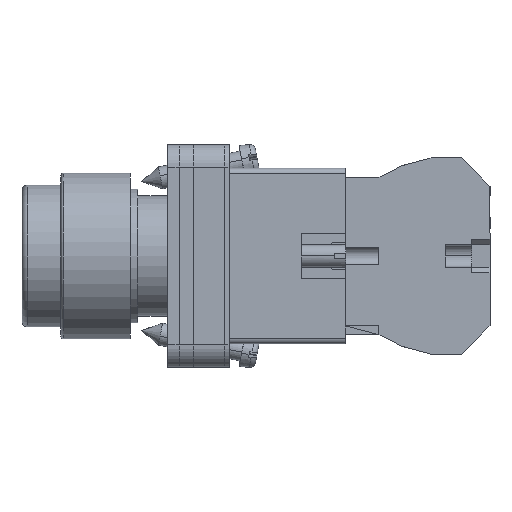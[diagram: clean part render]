
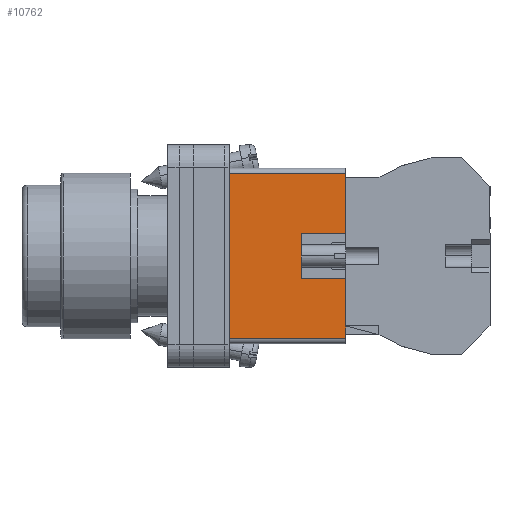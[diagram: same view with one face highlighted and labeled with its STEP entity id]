
A CAD part, left-side view. The second image highlights one B-rep face of the part: STEP entity #10762.
In plain terms, the highlighted face is planar.
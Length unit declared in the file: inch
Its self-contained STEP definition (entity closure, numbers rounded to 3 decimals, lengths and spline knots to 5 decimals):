
#563 = LINE ( 'NONE', #7803, #11281 ) ;
#793 = AXIS2_PLACEMENT_3D ( 'NONE', #5457, #10921, #11017 ) ;
#1422 = VECTOR ( 'NONE', #12544, 39.37008 ) ;
#1529 = VERTEX_POINT ( 'NONE', #9162 ) ;
#1564 = LINE ( 'NONE', #10681, #4152 ) ;
#1698 = EDGE_CURVE ( 'NONE', #13051, #8549, #8873, .T. ) ;
#1880 = CARTESIAN_POINT ( 'NONE',  ( 0.58268, -0.41339, 0.58268 ) ) ;
#2346 = ORIENTED_EDGE ( 'NONE', *, *, #12447, .F. ) ;
#2463 = EDGE_CURVE ( 'NONE', #5309, #4481, #11231, .T. ) ;
#3040 = EDGE_CURVE ( 'NONE', #5309, #8981, #7645, .T. ) ;
#3268 = PLANE ( 'NONE',  #793 ) ;
#3646 = ORIENTED_EDGE ( 'NONE', *, *, #1698, .T. ) ;
#3815 = DIRECTION ( 'NONE',  ( 0., 1., 0. ) ) ;
#3906 = CARTESIAN_POINT ( 'NONE',  ( -0.58268, 0.41339, 0.58268 ) ) ;
#4152 = VECTOR ( 'NONE', #8863, 39.37008 ) ;
#4273 = CARTESIAN_POINT ( 'NONE',  ( -0.15748, -0.09843, 0.58268 ) ) ;
#4481 = VERTEX_POINT ( 'NONE', #10837 ) ;
#4568 = VERTEX_POINT ( 'NONE', #10888 ) ;
#4653 = DIRECTION ( 'NONE',  ( 0., 1., 0. ) ) ;
#4981 = VECTOR ( 'NONE', #4653, 39.37008 ) ;
#5309 = VERTEX_POINT ( 'NONE', #13559 ) ;
#5457 = CARTESIAN_POINT ( 'NONE',  ( 0.62205, 0.41339, 0.58268 ) ) ;
#5886 = EDGE_CURVE ( 'NONE', #1529, #13051, #9602, .T. ) ;
#5928 = DIRECTION ( 'NONE',  ( 0., -1., 0. ) ) ;
#6226 = ORIENTED_EDGE ( 'NONE', *, *, #2463, .F. ) ;
#6327 = CARTESIAN_POINT ( 'NONE',  ( -0.15748, -0.41339, 0.58268 ) ) ;
#6347 = VECTOR ( 'NONE', #9644, 39.37008 ) ;
#6836 = DIRECTION ( 'NONE',  ( 1., 0., 0. ) ) ;
#7108 = FACE_OUTER_BOUND ( 'NONE', #8955, .T. ) ;
#7314 = VECTOR ( 'NONE', #6836, 39.37008 ) ;
#7490 = CARTESIAN_POINT ( 'NONE',  ( 0.62205, -0.41339, 0.58268 ) ) ;
#7645 = LINE ( 'NONE', #12154, #7314 ) ;
#7803 = CARTESIAN_POINT ( 'NONE',  ( 0.62205, 0.41339, 0.58268 ) ) ;
#7807 = ORIENTED_EDGE ( 'NONE', *, *, #8570, .F. ) ;
#8190 = CARTESIAN_POINT ( 'NONE',  ( 0.58268, 0.41339, 0.58268 ) ) ;
#8248 = VECTOR ( 'NONE', #3815, 39.37008 ) ;
#8330 = CARTESIAN_POINT ( 'NONE',  ( -0.58268, -0.41339, 0.58268 ) ) ;
#8549 = VERTEX_POINT ( 'NONE', #6327 ) ;
#8570 = EDGE_CURVE ( 'NONE', #13910, #8549, #1564, .T. ) ;
#8727 = LINE ( 'NONE', #12489, #1422 ) ;
#8735 = CARTESIAN_POINT ( 'NONE',  ( 0.15748, -0.41339, 0.58268 ) ) ;
#8863 = DIRECTION ( 'NONE',  ( 0., -1., 0. ) ) ;
#8873 = LINE ( 'NONE', #7490, #6347 ) ;
#8955 = EDGE_LOOP ( 'NONE', ( #9716, #12751, #3646, #7807, #2346, #6226, #9891, #11918 ) ) ;
#8981 = VERTEX_POINT ( 'NONE', #1880 ) ;
#9162 = CARTESIAN_POINT ( 'NONE',  ( -0.58268, 0.41339, 0.58268 ) ) ;
#9602 = LINE ( 'NONE', #3906, #9781 ) ;
#9644 = DIRECTION ( 'NONE',  ( 1., 0., 0. ) ) ;
#9716 = ORIENTED_EDGE ( 'NONE', *, *, #14059, .F. ) ;
#9781 = VECTOR ( 'NONE', #5928, 39.37008 ) ;
#9891 = ORIENTED_EDGE ( 'NONE', *, *, #3040, .T. ) ;
#9903 = DIRECTION ( 'NONE',  ( 1., 0., 0. ) ) ;
#10113 = LINE ( 'NONE', #8190, #8248 ) ;
#10681 = CARTESIAN_POINT ( 'NONE',  ( -0.15748, -0.41339, 0.58268 ) ) ;
#10762 = ADVANCED_FACE ( 'NONE', ( #7108 ), #3268, .F. ) ;
#10837 = CARTESIAN_POINT ( 'NONE',  ( 0.15748, -0.09843, 0.58268 ) ) ;
#10888 = CARTESIAN_POINT ( 'NONE',  ( 0.58268, 0.41339, 0.58268 ) ) ;
#10921 = DIRECTION ( 'NONE',  ( 0., 0., -1. ) ) ;
#11017 = DIRECTION ( 'NONE',  ( -1., 0., 0. ) ) ;
#11231 = LINE ( 'NONE', #8735, #4981 ) ;
#11281 = VECTOR ( 'NONE', #9903, 39.37008 ) ;
#11665 = EDGE_CURVE ( 'NONE', #8981, #4568, #10113, .T. ) ;
#11918 = ORIENTED_EDGE ( 'NONE', *, *, #11665, .T. ) ;
#12154 = CARTESIAN_POINT ( 'NONE',  ( 0.62205, -0.41339, 0.58268 ) ) ;
#12447 = EDGE_CURVE ( 'NONE', #4481, #13910, #8727, .T. ) ;
#12489 = CARTESIAN_POINT ( 'NONE',  ( -0.15748, -0.09843, 0.58268 ) ) ;
#12544 = DIRECTION ( 'NONE',  ( -1., 0., 0. ) ) ;
#12751 = ORIENTED_EDGE ( 'NONE', *, *, #5886, .T. ) ;
#13051 = VERTEX_POINT ( 'NONE', #8330 ) ;
#13559 = CARTESIAN_POINT ( 'NONE',  ( 0.15748, -0.41339, 0.58268 ) ) ;
#13910 = VERTEX_POINT ( 'NONE', #4273 ) ;
#14059 = EDGE_CURVE ( 'NONE', #1529, #4568, #563, .T. ) ;
